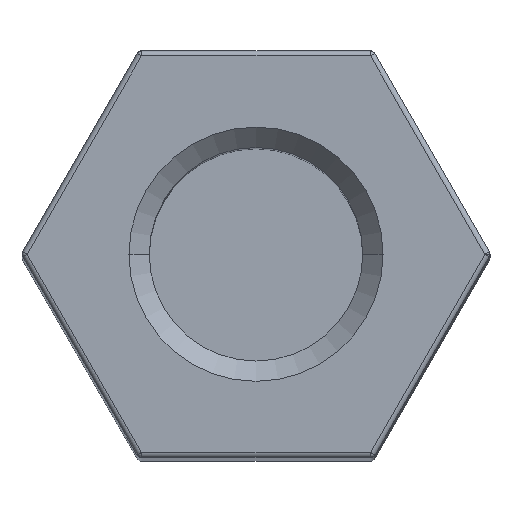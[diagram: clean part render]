
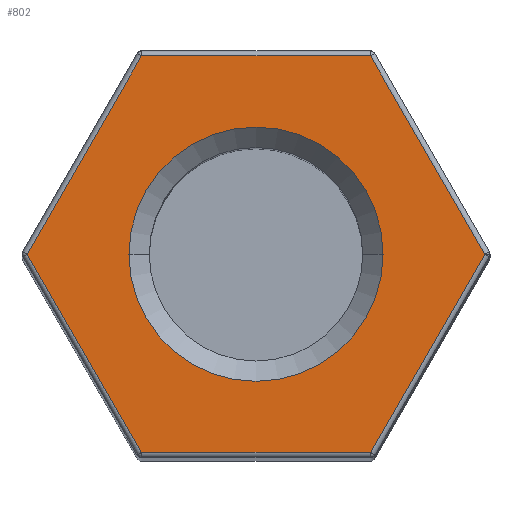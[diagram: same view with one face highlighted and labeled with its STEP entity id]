
A CAD part, top view. The second image highlights one B-rep face of the part: STEP entity #802.
In plain terms, the highlighted planar face has unit normal (0, 0, 1).
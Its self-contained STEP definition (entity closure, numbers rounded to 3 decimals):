
#2 = DIRECTION ( 'NONE',  ( -1., 0., 0. ) ) ;
#7 = CIRCLE ( 'NONE', #1337, 2.5 ) ;
#37 = CARTESIAN_POINT ( 'NONE',  ( -2.309, 3.9, 40. ) ) ;
#62 = VECTOR ( 'NONE', #924, 1000. ) ;
#91 = EDGE_LOOP ( 'NONE', ( #735, #1289, #229, #1054, #276, #1360 ) ) ;
#115 = EDGE_LOOP ( 'NONE', ( #653, #905 ) ) ;
#125 = CARTESIAN_POINT ( 'NONE',  ( -4.532, -0.05, 40. ) ) ;
#132 = DIRECTION ( 'NONE',  ( -0.5, -0.866, 0. ) ) ;
#153 = VECTOR ( 'NONE', #2, 1000. ) ;
#159 = DIRECTION ( 'NONE',  ( 0., 0., -1. ) ) ;
#163 = CARTESIAN_POINT ( 'NONE',  ( -2.5, 0., 40. ) ) ;
#167 = CARTESIAN_POINT ( 'NONE',  ( 4.532, 0.05, 40. ) ) ;
#203 = DIRECTION ( 'NONE',  ( 0.5, 0.866, 0. ) ) ;
#217 = VERTEX_POINT ( 'NONE', #1079 ) ;
#229 = ORIENTED_EDGE ( 'NONE', *, *, #407, .T. ) ;
#253 = VECTOR ( 'NONE', #132, 1000. ) ;
#276 = ORIENTED_EDGE ( 'NONE', *, *, #616, .T. ) ;
#304 = AXIS2_PLACEMENT_3D ( 'NONE', #848, #159, #929 ) ;
#345 = VERTEX_POINT ( 'NONE', #1030 ) ;
#373 = DIRECTION ( 'NONE',  ( 0., 0., 1. ) ) ;
#382 = CARTESIAN_POINT ( 'NONE',  ( 0., 0., 40. ) ) ;
#384 = EDGE_CURVE ( 'NONE', #962, #345, #484, .T. ) ;
#400 = CARTESIAN_POINT ( 'NONE',  ( -4.503, 0., 40. ) ) ;
#407 = EDGE_CURVE ( 'NONE', #528, #217, #447, .T. ) ;
#424 = FACE_OUTER_BOUND ( 'NONE', #91, .T. ) ;
#437 = EDGE_CURVE ( 'NONE', #217, #1057, #654, .T. ) ;
#447 = LINE ( 'NONE', #900, #62 ) ;
#473 = CARTESIAN_POINT ( 'NONE',  ( 2.5, 0., 40. ) ) ;
#484 = LINE ( 'NONE', #1240, #1213 ) ;
#497 = DIRECTION ( 'NONE',  ( 1., 0., 0. ) ) ;
#518 = AXIS2_PLACEMENT_3D ( 'NONE', #788, #373, #1053 ) ;
#528 = VERTEX_POINT ( 'NONE', #400 ) ;
#575 = LINE ( 'NONE', #125, #253 ) ;
#604 = LINE ( 'NONE', #167, #1072 ) ;
#607 = VERTEX_POINT ( 'NONE', #163 ) ;
#616 = EDGE_CURVE ( 'NONE', #1057, #962, #604, .T. ) ;
#621 = VECTOR ( 'NONE', #745, 1000. ) ;
#626 = EDGE_CURVE ( 'NONE', #1020, #528, #575, .T. ) ;
#651 = EDGE_CURVE ( 'NONE', #345, #1020, #863, .T. ) ;
#653 = ORIENTED_EDGE ( 'NONE', *, *, #1130, .T. ) ;
#654 = LINE ( 'NONE', #750, #621 ) ;
#735 = ORIENTED_EDGE ( 'NONE', *, *, #651, .T. ) ;
#745 = DIRECTION ( 'NONE',  ( 1., 0., 0. ) ) ;
#750 = CARTESIAN_POINT ( 'NONE',  ( 2.309, -3.9, 40. ) ) ;
#788 = CARTESIAN_POINT ( 'NONE',  ( 4.619, 0., 40. ) ) ;
#802 = ADVANCED_FACE ( 'NONE', ( #424, #916 ), #1049, .T. ) ;
#848 = CARTESIAN_POINT ( 'NONE',  ( 0., 0., 40. ) ) ;
#863 = LINE ( 'NONE', #37, #153 ) ;
#900 = CARTESIAN_POINT ( 'NONE',  ( -2.223, -3.95, 40. ) ) ;
#905 = ORIENTED_EDGE ( 'NONE', *, *, #1301, .T. ) ;
#916 = FACE_BOUND ( 'NONE', #115, .T. ) ;
#924 = DIRECTION ( 'NONE',  ( 0.5, -0.866, 0. ) ) ;
#929 = DIRECTION ( 'NONE',  ( 1., 0., 0. ) ) ;
#962 = VERTEX_POINT ( 'NONE', #1358 ) ;
#982 = DIRECTION ( 'NONE',  ( -0.5, 0.866, 0. ) ) ;
#1003 = CARTESIAN_POINT ( 'NONE',  ( 2.252, -3.9, 40. ) ) ;
#1020 = VERTEX_POINT ( 'NONE', #1293 ) ;
#1030 = CARTESIAN_POINT ( 'NONE',  ( 2.252, 3.9, 40. ) ) ;
#1049 = PLANE ( 'NONE',  #518 ) ;
#1053 = DIRECTION ( 'NONE',  ( 1., 0., 0. ) ) ;
#1054 = ORIENTED_EDGE ( 'NONE', *, *, #437, .T. ) ;
#1057 = VERTEX_POINT ( 'NONE', #1003 ) ;
#1061 = DIRECTION ( 'NONE',  ( 0., 0., -1. ) ) ;
#1072 = VECTOR ( 'NONE', #203, 1000. ) ;
#1079 = CARTESIAN_POINT ( 'NONE',  ( -2.252, -3.9, 40. ) ) ;
#1130 = EDGE_CURVE ( 'NONE', #1214, #607, #1286, .T. ) ;
#1213 = VECTOR ( 'NONE', #982, 1000. ) ;
#1214 = VERTEX_POINT ( 'NONE', #473 ) ;
#1240 = CARTESIAN_POINT ( 'NONE',  ( 2.223, 3.95, 40. ) ) ;
#1286 = CIRCLE ( 'NONE', #304, 2.5 ) ;
#1289 = ORIENTED_EDGE ( 'NONE', *, *, #626, .T. ) ;
#1293 = CARTESIAN_POINT ( 'NONE',  ( -2.252, 3.9, 40. ) ) ;
#1301 = EDGE_CURVE ( 'NONE', #607, #1214, #7, .T. ) ;
#1337 = AXIS2_PLACEMENT_3D ( 'NONE', #382, #1061, #497 ) ;
#1358 = CARTESIAN_POINT ( 'NONE',  ( 4.503, 0., 40. ) ) ;
#1360 = ORIENTED_EDGE ( 'NONE', *, *, #384, .T. ) ;
